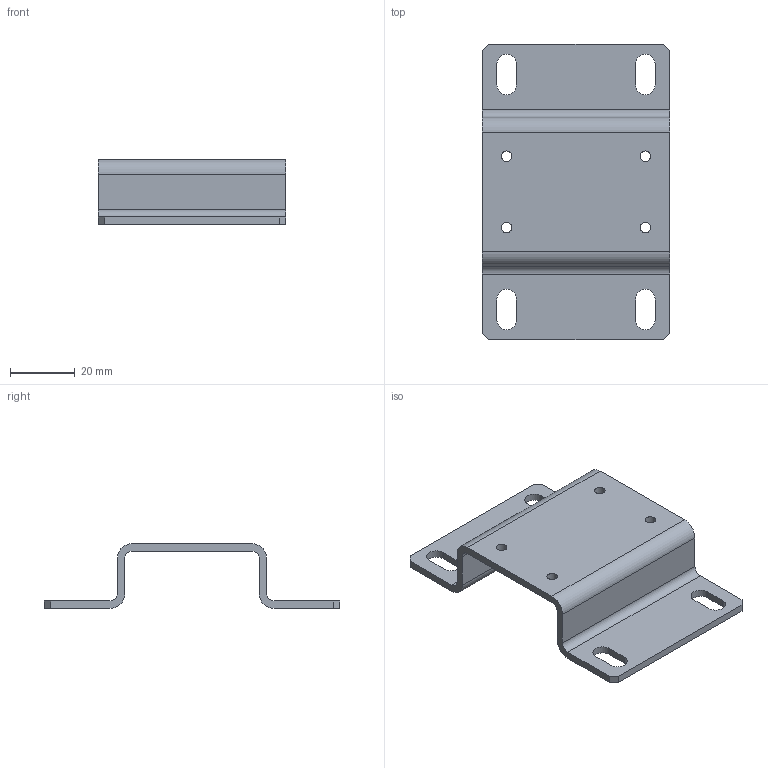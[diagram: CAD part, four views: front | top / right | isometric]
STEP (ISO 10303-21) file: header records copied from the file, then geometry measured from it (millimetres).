
FILE_DESCRIPTION (( 'STEP AP214' ), '1' );
FILE_NAME ('Sample_SM.STEP', '2025-05-28T18:50:39', ( '' ), ( '' ), 'SwSTEP 2.0', 'SolidWorks 2023', '' );
FILE_SCHEMA (( 'AUTOMOTIVE_DESIGN' ));
Length unit declared in the file: millimetre
Products named in the file (1): Sample_SM
Bounding box: 57.8 x 91 x 20 mm (x, y, z)
Volume: 15303 mm3; surface area: 14502.9 mm2
Topology: 1 solids, 1 shells, 46 faces, 136 edges, 92 vertices
Faces by surface type: plane 26, cylinder 20
Full cylindrical faces by diameter (mm): 3.24 x4
Entity records: 1551 total; most frequent: CARTESIAN_POINT 263, DIRECTION 262, ORIENTED_EDGE 256, EDGE_CURVE 128, LINE 88, VECTOR 88, VERTEX_POINT 88, AXIS2_PLACEMENT_3D 87
